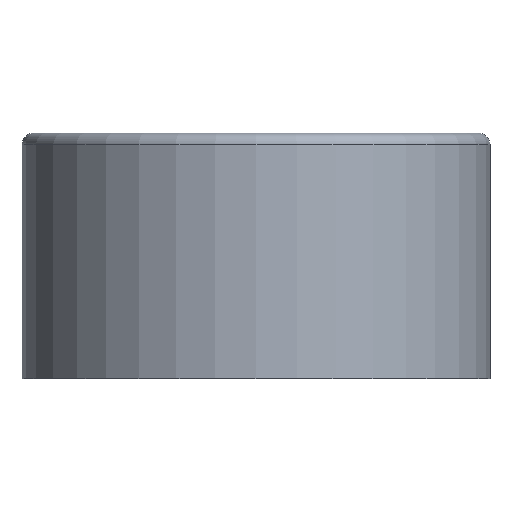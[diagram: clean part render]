
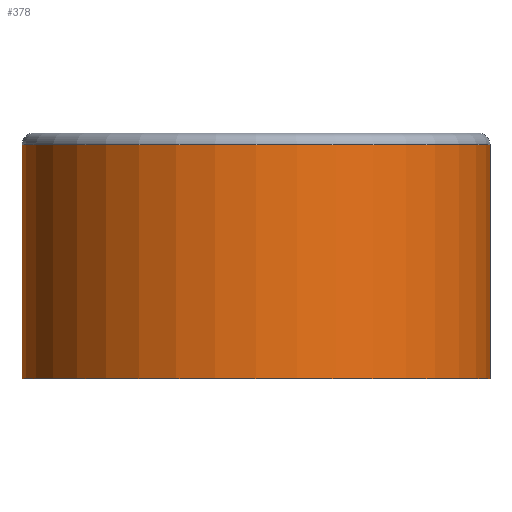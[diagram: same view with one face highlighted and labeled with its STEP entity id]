
A CAD part, front view. The second image highlights one B-rep face of the part: STEP entity #378.
In plain terms, the highlighted cylindrical face has radius 20 mm (diameter 40 mm), a full revolution.
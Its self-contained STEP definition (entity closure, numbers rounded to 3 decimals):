
#47=FACE_OUTER_BOUND('',#75,.T.);
#75=EDGE_LOOP('',(#301,#302,#303,#304));
#99=CIRCLE('',#409,20.);
#105=CIRCLE('',#417,20.);
#128=LINE('',#700,#146);
#146=VECTOR('',#512,19.3);
#179=VERTEX_POINT('',#681);
#183=VERTEX_POINT('',#693);
#221=EDGE_CURVE('',#179,#179,#99,.F.);
#228=EDGE_CURVE('',#183,#183,#105,.T.);
#230=EDGE_CURVE('',#183,#179,#128,.T.);
#301=ORIENTED_EDGE('',*,*,#228,.F.);
#302=ORIENTED_EDGE('',*,*,#230,.T.);
#303=ORIENTED_EDGE('',*,*,#221,.T.);
#304=ORIENTED_EDGE('',*,*,#230,.F.);
#361=CYLINDRICAL_SURFACE('',#420,20.);
#378=ADVANCED_FACE('',(#47),#361,.T.);
#409=AXIS2_PLACEMENT_3D('',#682,#487,#488);
#417=AXIS2_PLACEMENT_3D('',#695,#504,#505);
#420=AXIS2_PLACEMENT_3D('',#699,#510,#511);
#487=DIRECTION('center_axis',(0.,0.,-1.));
#488=DIRECTION('ref_axis',(1.,0.,0.));
#504=DIRECTION('center_axis',(0.,0.,1.));
#505=DIRECTION('ref_axis',(1.,0.,0.));
#510=DIRECTION('center_axis',(0.,0.,1.));
#511=DIRECTION('ref_axis',(1.,0.,0.));
#512=DIRECTION('',(0.,0.,-1.));
#681=CARTESIAN_POINT('',(129.856,-98.28,1.6));
#682=CARTESIAN_POINT('Origin',(149.856,-98.28,1.6));
#693=CARTESIAN_POINT('',(129.856,-98.28,21.6));
#695=CARTESIAN_POINT('Origin',(149.856,-98.28,21.6));
#699=CARTESIAN_POINT('Origin',(149.856,-98.28,1.6));
#700=CARTESIAN_POINT('',(129.856,-98.28,1.6));
